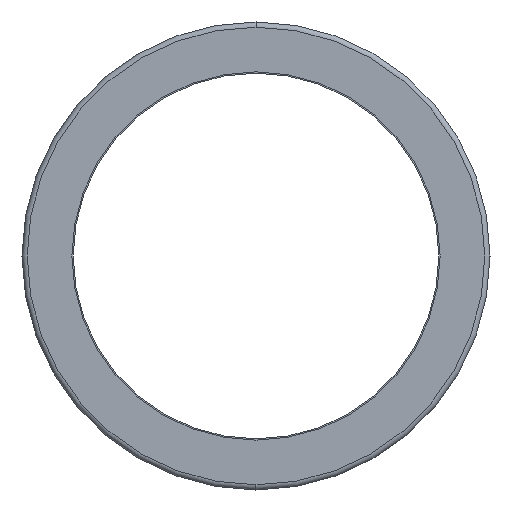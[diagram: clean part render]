
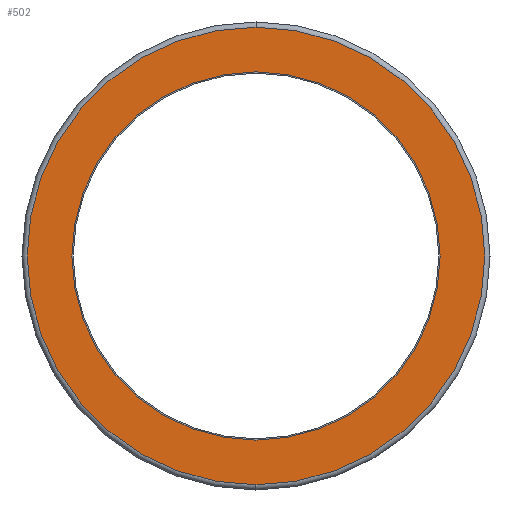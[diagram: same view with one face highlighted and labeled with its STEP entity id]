
A CAD part, left-side view. The second image highlights one B-rep face of the part: STEP entity #502.
In plain terms, the highlighted planar face has unit normal (-1, 0, 0).
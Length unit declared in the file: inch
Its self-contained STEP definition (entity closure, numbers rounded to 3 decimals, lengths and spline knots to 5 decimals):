
#356 = EDGE_CURVE ( 'NONE', #1753, #1754, #2265, .T. ) ;
#362 = EDGE_CURVE ( 'NONE', #1762, #1763, #2277, .T. ) ;
#502 = ADVANCED_FACE ( 'NONE', ( #3175, #3173 ), #3505, .F. ) ;
#1136 = EDGE_LOOP ( 'NONE', ( #1262, #1263 ) ) ;
#1141 = EDGE_LOOP ( 'NONE', ( #1260, #1261 ) ) ;
#1260 = ORIENTED_EDGE ( 'NONE', *, *, #356, .F. ) ;
#1261 = ORIENTED_EDGE ( 'NONE', *, *, #1413, .F. ) ;
#1262 = ORIENTED_EDGE ( 'NONE', *, *, #362, .T. ) ;
#1263 = ORIENTED_EDGE ( 'NONE', *, *, #1412, .T. ) ;
#1412 = EDGE_CURVE ( 'NONE', #1763, #1762, #4417, .T. ) ;
#1413 = EDGE_CURVE ( 'NONE', #1754, #1753, #4418, .T. ) ;
#1753 = VERTEX_POINT ( 'NONE', #4911 ) ;
#1754 = VERTEX_POINT ( 'NONE', #4912 ) ;
#1762 = VERTEX_POINT ( 'NONE', #4920 ) ;
#1763 = VERTEX_POINT ( 'NONE', #4921 ) ;
#2140 = AXIS2_PLACEMENT_3D ( 'NONE', #2598, #2599, #2600 ) ;
#2144 = AXIS2_PLACEMENT_3D ( 'NONE', #2613, #2614, #2615 ) ;
#2265 = CIRCLE ( 'NONE', #2140, 0.88225 ) ;
#2277 = CIRCLE ( 'NONE', #2144, 1.09625 ) ;
#2598 = CARTESIAN_POINT ( 'NONE',  ( 0.75, 0., 0. ) ) ;
#2599 = DIRECTION ( 'NONE',  ( -1., 0., 0. ) ) ;
#2600 = DIRECTION ( 'NONE',  ( 0., 0., 1. ) ) ;
#2613 = CARTESIAN_POINT ( 'NONE',  ( 0.75, 0., 0. ) ) ;
#2614 = DIRECTION ( 'NONE',  ( -1., 0., 0. ) ) ;
#2615 = DIRECTION ( 'NONE',  ( 0., 0., 1. ) ) ;
#3053 = AXIS2_PLACEMENT_3D ( 'NONE', #3497, #3507, #3508 ) ;
#3173 = FACE_OUTER_BOUND ( 'NONE', #1136, .T. ) ;
#3175 = FACE_BOUND ( 'NONE', #1141, .T. ) ;
#3497 = CARTESIAN_POINT ( 'NONE',  ( 0.75, 0.88225, 0. ) ) ;
#3505 = PLANE ( 'NONE',  #3053 ) ;
#3507 = DIRECTION ( 'NONE',  ( 1., 0., 0. ) ) ;
#3508 = DIRECTION ( 'NONE',  ( 0., 0., -1. ) ) ;
#4192 = CARTESIAN_POINT ( 'NONE',  ( 0.75, 0., 0. ) ) ;
#4193 = DIRECTION ( 'NONE',  ( -1., 0., 0. ) ) ;
#4194 = DIRECTION ( 'NONE',  ( 0., 0., 1. ) ) ;
#4195 = CARTESIAN_POINT ( 'NONE',  ( 0.75, 0., 0. ) ) ;
#4196 = DIRECTION ( 'NONE',  ( -1., 0., 0. ) ) ;
#4197 = DIRECTION ( 'NONE',  ( 0., 0., 1. ) ) ;
#4417 = CIRCLE ( 'NONE', #4583, 1.09625 ) ;
#4418 = CIRCLE ( 'NONE', #4584, 0.88225 ) ;
#4583 = AXIS2_PLACEMENT_3D ( 'NONE', #4192, #4193, #4194 ) ;
#4584 = AXIS2_PLACEMENT_3D ( 'NONE', #4195, #4196, #4197 ) ;
#4911 = CARTESIAN_POINT ( 'NONE',  ( 0.75, 0., 0.88225 ) ) ;
#4912 = CARTESIAN_POINT ( 'NONE',  ( 0.75, 0., -0.88225 ) ) ;
#4920 = CARTESIAN_POINT ( 'NONE',  ( 0.75, 0., 1.09625 ) ) ;
#4921 = CARTESIAN_POINT ( 'NONE',  ( 0.75, 0., -1.09625 ) ) ;
